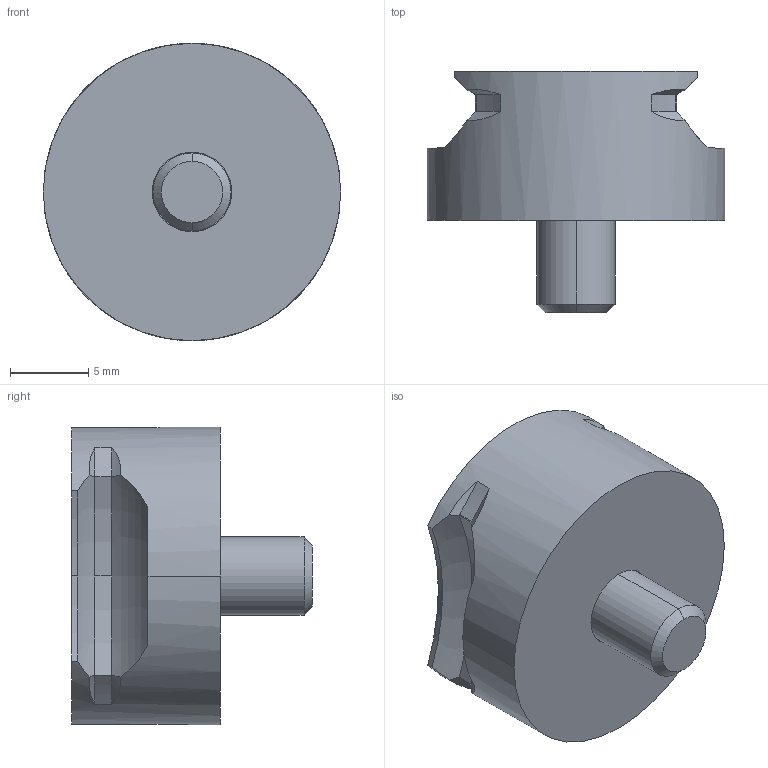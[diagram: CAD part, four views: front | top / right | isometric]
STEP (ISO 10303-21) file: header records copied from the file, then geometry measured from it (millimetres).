
FILE_DESCRIPTION(('STEP AP214'),'1');
FILE_NAME(' ',' ',('TraceParts'),('TraceParts S.A.'),'XStep 1.0',' ',' ');
FILE_SCHEMA(('automotive_design'));
Length unit declared in the file: millimetre
Products named in the file (2): 1; 2
Bounding box: 19.05 x 15.43 x 19.05 mm (x, y, z)
Volume: 2449.2 mm3; surface area: 1770.5 mm2
Topology: 2 solids, 2 shells, 57 faces, 141 edges, 91 vertices
Faces by surface type: cylinder 26, plane 15, torus 14, cone 2
Entity records: 3489 total; most frequent: CARTESIAN_POINT 467, DIRECTION 302, STYLED_ITEM 289, PRESENTATION_STYLE_ASSIGNMENT 289, COLOUR_RGB 289, ORIENTED_EDGE 282, EDGE_CURVE 141, CURVE_STYLE 141
